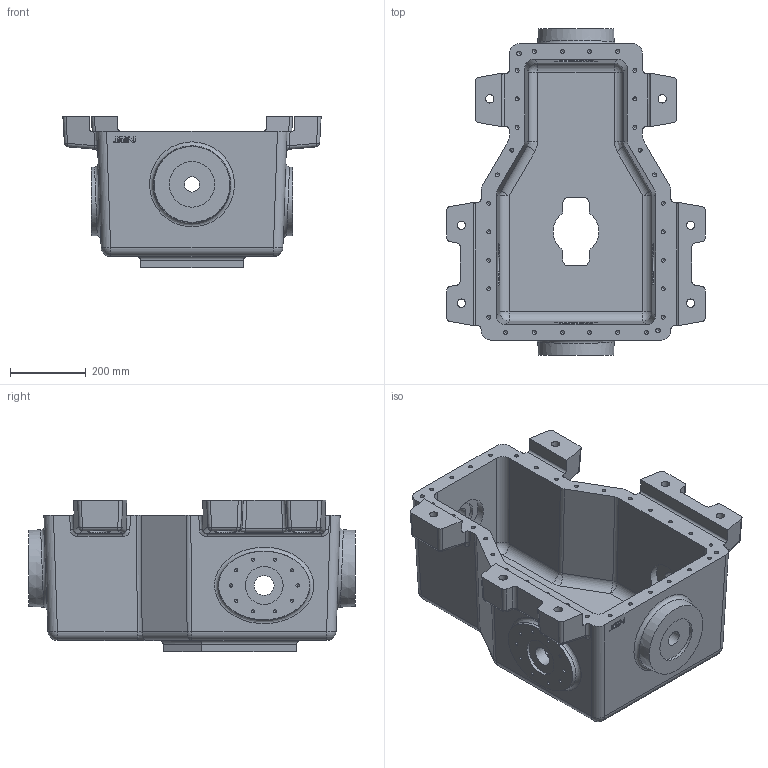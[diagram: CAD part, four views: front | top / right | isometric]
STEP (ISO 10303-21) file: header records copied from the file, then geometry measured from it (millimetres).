
FILE_DESCRIPTION(('CTC-02 geometry with PMI representation and/or presentation','from the NIST MBE PMI Validation and Conformance Testing Project','https://go.usa.gov/mGVm'),'2;1');
FILE_NAME('nist_ctc_02_asme1_ap203.stp','2017-03-10T12:15:07-07:00',(''),(''),'','','');
FILE_SCHEMA (('AP203_CONFIGURATION_CONTROLLED_3D_DESIGN_OF_MECHANICAL_PARTS_AND_ASSEMBLIES_MIM_LF { 1 0 10303 403 2 1 2}'));
Products named in the file (1): nist_ctc_02_asme1
Bounding box: 680 x 860 x 400 mm (x, y, z)
Volume: 47098257.8 mm3; surface area: 2481829.9 mm2
Topology: 1 solids, 1 shells, 487 faces, 1420 edges, 1105 vertices
Faces by surface type: cylinder 224, plane 129, cone 82, bspline 28, sphere 24
Full cylindrical faces by diameter (mm): 8.38 x42, 10.1 x30, 12 x2, 22 x6, 40 x2, 52 x2, 75 x2, 100 x2, 115 x4, 120 x2
Entity records: 46069 total; most frequent: CARTESIAN_POINT 31931, DIRECTION 2629, ORIENTED_EDGE 1884, POLYLINE 1114, AXIS2_PLACEMENT_3D 1056, EDGE_CURVE 942, VERTEX_POINT 728, EDGE_LOOP 706
